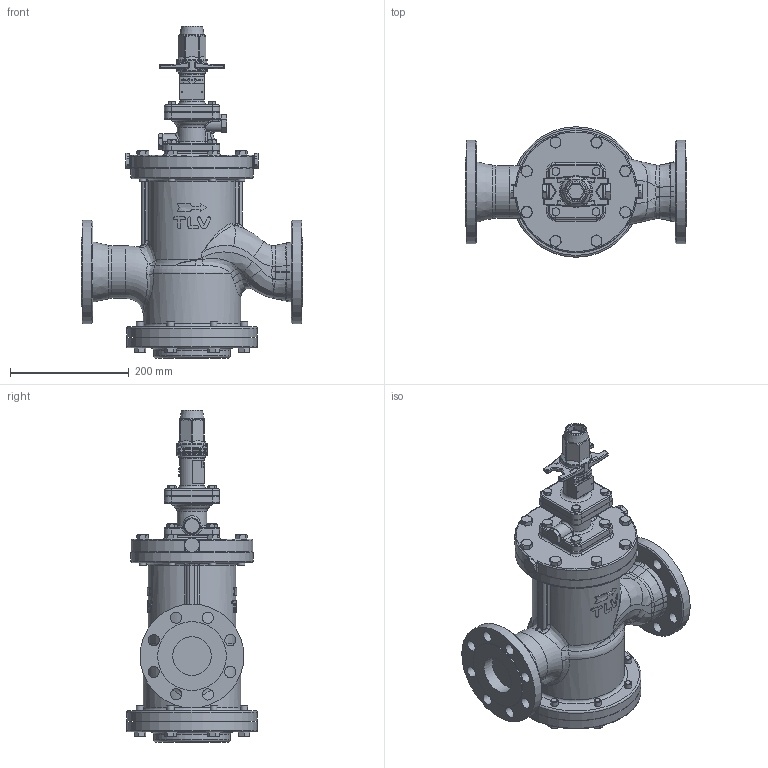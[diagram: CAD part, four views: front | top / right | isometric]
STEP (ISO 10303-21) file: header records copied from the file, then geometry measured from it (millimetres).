
FILE_DESCRIPTION(/* description */ (''),/* implementation_level */ '2;1');
FILE_NAME(/* name */ 'crh16-065-jis20-00.stp',/* time_stamp */ '2024-11-14T15:51:13+09:00',/* author */ ('nakaot'),/* organization */ (''),/* preprocessor_version */ 'ST-DEVELOPER v18.1',/* originating_system */ 'Autodesk Inventor 2022',/* authorisation */ '');
FILE_SCHEMA (('AUTOMOTIVE_DESIGN { 1 0 10303 214 3 1 1 }'));
Length unit declared in the file: millimetre
Products named in the file (1): COSR-16HT 65A 20KRF(修正)
Bounding box: 374 x 220 x 560 mm (x, y, z)
Volume: 10516774.7 mm3; surface area: 650889.8 mm2
Topology: 1 solids, 1 shells, 1330 faces, 3170 edges, 1917 vertices
Faces by surface type: plane 454, cylinder 325, cone 249, bspline 194, torus 92, sphere 16
Full cylindrical faces by diameter (mm): 1.6 x2, 8 x4, 8.376 x4, 10 x4, 12 x40, 14 x16, 19 x16, 42 x1, 45 x1, 45.5 x1, 52 x1, 65 x2, 82.5 x1, 83 x1, 89 x1, 116 x2, 130 x2, 140 x1, 164 x1, 175 x2, 206 x1, 220 x2
Entity records: 45907 total; most frequent: CARTESIAN_POINT 15325, ORIENTED_EDGE 6290, DIRECTION 5936, EDGE_CURVE 3145, AXIS2_PLACEMENT_3D 2439, VERTEX_POINT 1917, EDGE_LOOP 1510, FACE_OUTER_BOUND 1330
